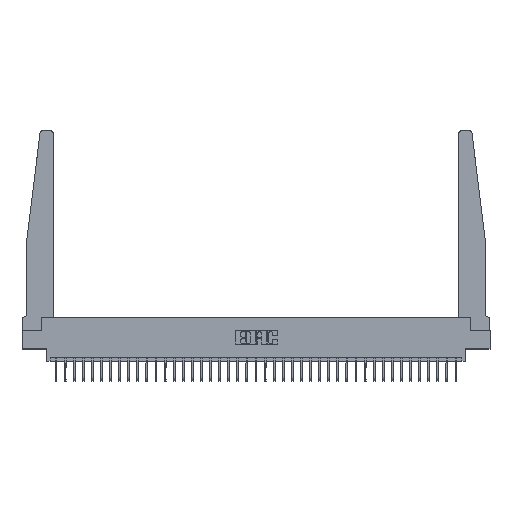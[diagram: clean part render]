
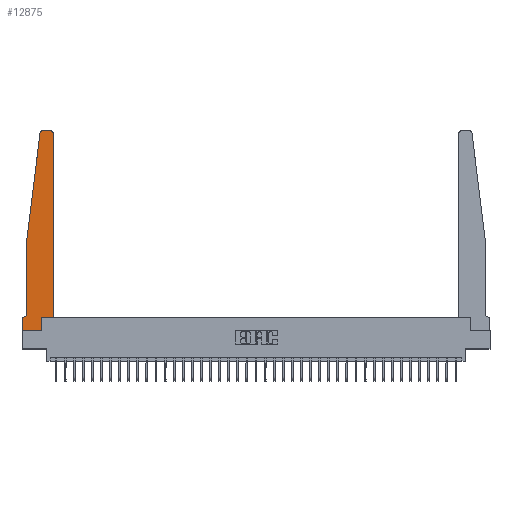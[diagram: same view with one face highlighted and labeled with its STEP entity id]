
A CAD part, top view. The second image highlights one B-rep face of the part: STEP entity #12875.
In plain terms, the highlighted planar face has unit normal (0, 0, 1).
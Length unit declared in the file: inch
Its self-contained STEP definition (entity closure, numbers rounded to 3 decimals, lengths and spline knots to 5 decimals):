
#361 = CARTESIAN_POINT ( 'NONE',  ( 0.395, 2.75, 0.37 ) ) ;
#630 = LINE ( 'NONE', #20176, #1568 ) ;
#663 = CARTESIAN_POINT ( 'NONE',  ( 0.2605, 0., 0.37 ) ) ;
#680 = VERTEX_POINT ( 'NONE', #15991 ) ;
#707 = CARTESIAN_POINT ( 'NONE',  ( 0., 0.1875, 0.37 ) ) ;
#1568 = VECTOR ( 'NONE', #31305, 39.37008 ) ;
#1985 = ORIENTED_EDGE ( 'NONE', *, *, #35739, .T. ) ;
#2272 = EDGE_CURVE ( 'NONE', #30643, #22463, #17789, .T. ) ;
#2704 = DIRECTION ( 'NONE',  ( -1., 0., 0. ) ) ;
#2838 = VECTOR ( 'NONE', #29476, 39.37008 ) ;
#3432 = DIRECTION ( 'NONE',  ( 1., 0., 0. ) ) ;
#3516 = DIRECTION ( 'NONE',  ( 0., 1., 0. ) ) ;
#3661 = LINE ( 'NONE', #23204, #5836 ) ;
#3878 = CARTESIAN_POINT ( 'NONE',  ( 0.425, 0.18, 0.37 ) ) ;
#4150 = ORIENTED_EDGE ( 'NONE', *, *, #10416, .T. ) ;
#4508 = EDGE_CURVE ( 'NONE', #29150, #27282, #22232, .T. ) ;
#4704 = VERTEX_POINT ( 'NONE', #663 ) ;
#5101 = EDGE_CURVE ( 'NONE', #19930, #26227, #9659, .T. ) ;
#5747 = LINE ( 'NONE', #16530, #20406 ) ;
#5836 = VECTOR ( 'NONE', #19931, 39.37008 ) ;
#6941 = CIRCLE ( 'NONE', #18033, 0.03 ) ;
#7309 = ORIENTED_EDGE ( 'NONE', *, *, #9383, .T. ) ;
#7521 = DIRECTION ( 'NONE',  ( 1., 0., 0. ) ) ;
#7903 = EDGE_CURVE ( 'NONE', #31674, #11187, #6941, .T. ) ;
#8497 = VECTOR ( 'NONE', #9949, 39.37008 ) ;
#9383 = EDGE_CURVE ( 'NONE', #27282, #10967, #11121, .T. ) ;
#9659 = CIRCLE ( 'NONE', #25365, 0.03 ) ;
#9761 = EDGE_CURVE ( 'NONE', #12422, #29150, #24247, .T. ) ;
#9949 = DIRECTION ( 'NONE',  ( 1., 0., 0. ) ) ;
#9992 = CARTESIAN_POINT ( 'NONE',  ( 0.425, 0.18, 0.37 ) ) ;
#10416 = EDGE_CURVE ( 'NONE', #4704, #30643, #3661, .T. ) ;
#10711 = AXIS2_PLACEMENT_3D ( 'NONE', #707, #22983, #16062 ) ;
#10879 = CARTESIAN_POINT ( 'NONE',  ( 0., 0.1875, 0.37 ) ) ;
#10967 = VERTEX_POINT ( 'NONE', #35541 ) ;
#11121 = LINE ( 'NONE', #27682, #35949 ) ;
#11187 = VERTEX_POINT ( 'NONE', #28021 ) ;
#11415 = CARTESIAN_POINT ( 'NONE',  ( 0.015, 0.2375, 0.37 ) ) ;
#11885 = FACE_OUTER_BOUND ( 'NONE', #28785, .T. ) ;
#12037 = ORIENTED_EDGE ( 'NONE', *, *, #9761, .T. ) ;
#12422 = VERTEX_POINT ( 'NONE', #20860 ) ;
#12641 = ORIENTED_EDGE ( 'NONE', *, *, #2272, .T. ) ;
#12713 = CARTESIAN_POINT ( 'NONE',  ( 0.425, 2.72, 0.37 ) ) ;
#12875 = ADVANCED_FACE ( 'NONE', ( #11885 ), #25729, .T. ) ;
#13382 = CARTESIAN_POINT ( 'NONE',  ( 0.395, 2.72, 0.37 ) ) ;
#14874 = CARTESIAN_POINT ( 'NONE',  ( 0.065, 1.25, 0.37 ) ) ;
#14940 = CARTESIAN_POINT ( 'NONE',  ( 0.27653, 2.72, 0.37 ) ) ;
#15991 = CARTESIAN_POINT ( 'NONE',  ( 0.065, 1.25, 0.37 ) ) ;
#16062 = DIRECTION ( 'NONE',  ( 1., 0., 0. ) ) ;
#16530 = CARTESIAN_POINT ( 'NONE',  ( 0.065, 1.25, 0.37 ) ) ;
#16614 = ORIENTED_EDGE ( 'NONE', *, *, #5101, .T. ) ;
#17405 = LINE ( 'NONE', #23034, #33073 ) ;
#17621 = LINE ( 'NONE', #14874, #22435 ) ;
#17789 = LINE ( 'NONE', #3878, #8497 ) ;
#18021 = CARTESIAN_POINT ( 'NONE',  ( 0., 0., 0.37 ) ) ;
#18033 = AXIS2_PLACEMENT_3D ( 'NONE', #14940, #28441, #3432 ) ;
#18678 = ORIENTED_EDGE ( 'NONE', *, *, #22540, .T. ) ;
#19241 = EDGE_CURVE ( 'NONE', #26227, #31674, #630, .T. ) ;
#19364 = ORIENTED_EDGE ( 'NONE', *, *, #4508, .T. ) ;
#19536 = EDGE_CURVE ( 'NONE', #22463, #19930, #17405, .T. ) ;
#19930 = VERTEX_POINT ( 'NONE', #12713 ) ;
#19931 = DIRECTION ( 'NONE',  ( 0., 1., 0. ) ) ;
#20176 = CARTESIAN_POINT ( 'NONE',  ( 0.25, 2.75, 0.37 ) ) ;
#20294 = CARTESIAN_POINT ( 'NONE',  ( 0.27653, 2.75, 0.37 ) ) ;
#20406 = VECTOR ( 'NONE', #21808, 39.37008 ) ;
#20860 = CARTESIAN_POINT ( 'NONE',  ( 0.065, 0.2375, 0.37 ) ) ;
#21096 = ORIENTED_EDGE ( 'NONE', *, *, #19536, .T. ) ;
#21808 = DIRECTION ( 'NONE',  ( -0.122, -0.992, 0. ) ) ;
#22232 = LINE ( 'NONE', #35948, #24332 ) ;
#22390 = DIRECTION ( 'NONE',  ( 0., -1., 0. ) ) ;
#22435 = VECTOR ( 'NONE', #30358, 39.37008 ) ;
#22463 = VERTEX_POINT ( 'NONE', #9992 ) ;
#22540 = EDGE_CURVE ( 'NONE', #10967, #4704, #32605, .T. ) ;
#22760 = EDGE_CURVE ( 'NONE', #11187, #680, #5747, .T. ) ;
#22983 = DIRECTION ( 'NONE',  ( 0., 0., 1. ) ) ;
#23034 = CARTESIAN_POINT ( 'NONE',  ( 0.425, 0.18, 0.37 ) ) ;
#23204 = CARTESIAN_POINT ( 'NONE',  ( 0.2605, 0.18, 0.37 ) ) ;
#23637 = ORIENTED_EDGE ( 'NONE', *, *, #7903, .T. ) ;
#24247 = CIRCLE ( 'NONE', #31859, 0.05 ) ;
#24273 = ORIENTED_EDGE ( 'NONE', *, *, #19241, .T. ) ;
#24332 = VECTOR ( 'NONE', #2704, 39.37008 ) ;
#25282 = CARTESIAN_POINT ( 'NONE',  ( 0.015, 0.1875, 0.37 ) ) ;
#25365 = AXIS2_PLACEMENT_3D ( 'NONE', #13382, #35268, #7521 ) ;
#25729 = PLANE ( 'NONE',  #10711 ) ;
#26095 = ORIENTED_EDGE ( 'NONE', *, *, #22760, .T. ) ;
#26227 = VERTEX_POINT ( 'NONE', #361 ) ;
#27282 = VERTEX_POINT ( 'NONE', #10879 ) ;
#27682 = CARTESIAN_POINT ( 'NONE',  ( 0., 0., 0.37 ) ) ;
#28017 = DIRECTION ( 'NONE',  ( -1., 0., 0. ) ) ;
#28021 = CARTESIAN_POINT ( 'NONE',  ( 0.24675, 2.72367, 0.37 ) ) ;
#28441 = DIRECTION ( 'NONE',  ( 0., 0., 1. ) ) ;
#28785 = EDGE_LOOP ( 'NONE', ( #24273, #23637, #26095, #1985, #12037, #19364, #7309, #18678, #4150, #12641, #21096, #16614 ) ) ;
#29125 = CARTESIAN_POINT ( 'NONE',  ( 0.2605, 0.18, 0.37 ) ) ;
#29150 = VERTEX_POINT ( 'NONE', #25282 ) ;
#29476 = DIRECTION ( 'NONE',  ( 1., 0., 0. ) ) ;
#30358 = DIRECTION ( 'NONE',  ( 0., -1., 0. ) ) ;
#30562 = DIRECTION ( 'NONE',  ( 0., 0., -1. ) ) ;
#30643 = VERTEX_POINT ( 'NONE', #29125 ) ;
#31305 = DIRECTION ( 'NONE',  ( -1., 0., 0. ) ) ;
#31674 = VERTEX_POINT ( 'NONE', #20294 ) ;
#31859 = AXIS2_PLACEMENT_3D ( 'NONE', #11415, #30562, #28017 ) ;
#32605 = LINE ( 'NONE', #18021, #2838 ) ;
#33073 = VECTOR ( 'NONE', #3516, 39.37008 ) ;
#35268 = DIRECTION ( 'NONE',  ( 0., 0., 1. ) ) ;
#35541 = CARTESIAN_POINT ( 'NONE',  ( 0., 0., 0.37 ) ) ;
#35739 = EDGE_CURVE ( 'NONE', #680, #12422, #17621, .T. ) ;
#35948 = CARTESIAN_POINT ( 'NONE',  ( 0.065, 0.1875, 0.37 ) ) ;
#35949 = VECTOR ( 'NONE', #22390, 39.37008 ) ;
